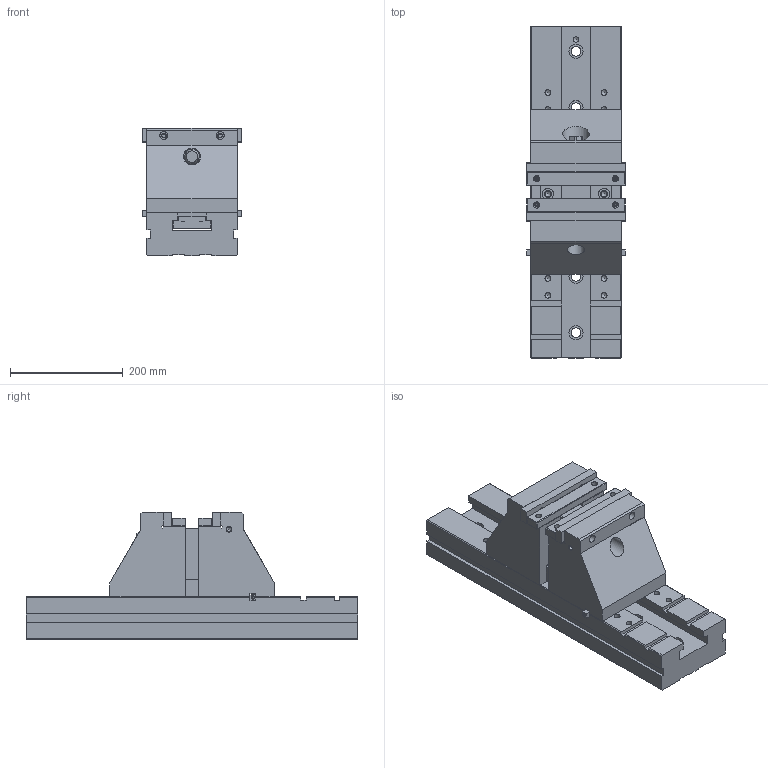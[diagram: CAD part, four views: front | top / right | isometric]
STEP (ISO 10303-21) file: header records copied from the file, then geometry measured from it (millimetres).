
FILE_DESCRIPTION(/* description */ (''),/* implementation_level */ '2;1');
FILE_NAME(/* name */ '25_175_Mordaza.stp',/* time_stamp */ '2017-04-17T11:24:29+02:00',/* author */ (''),/* organization */ (''),/* preprocessor_version */ 'ST-DEVELOPER v15',/* originating_system */ 'SIEMENS PLM Software NX 9.0',/* authorisation */ '');
FILE_SCHEMA (('CONFIG_CONTROL_DESIGN'));
Length unit declared in the file: millimetre
Products named in the file (1): 25_175_Mordaza
Bounding box: 175 x 590 x 226 mm (x, y, z)
Volume: 10953300.5 mm3; surface area: 908872.8 mm2
Topology: 30 solids, 30 shells, 623 faces, 1587 edges, 1047 vertices
Faces by surface type: plane 354, cylinder 163, cone 88, sphere 12, torus 6
Full cylindrical faces by diameter (mm): 2 x2, 5 x6, 5.188 x1, 6.5 x4, 6.8 x4, 8.5 x6, 10 x1, 10.3 x34, 10.5 x4, 11 x4, 12.5 x16, 13 x2, 14 x4, 16 x5, 17 x4, 19 x12, 20 x6, 20.4 x1, 21.25 x1, 24.7 x1, 25 x4, 26 x3, 26.5 x1, 30 x7, 33.8 x1, 34 x2, 42 x1, 44 x1, 45 x1, 47 x2
Entity records: 16554 total; most frequent: DIRECTION 2798, CARTESIAN_POINT 2798, ORIENTED_EDGE 2366, EDGE_CURVE 1183, AXIS2_PLACEMENT_3D 998, EDGE_LOOP 981, VERTEX_POINT 952, LINE 802
